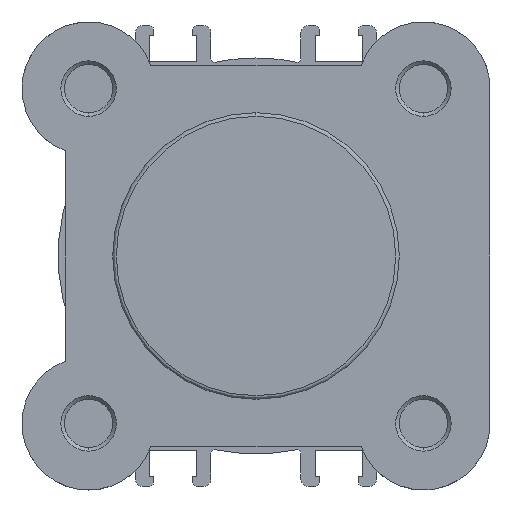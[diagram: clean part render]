
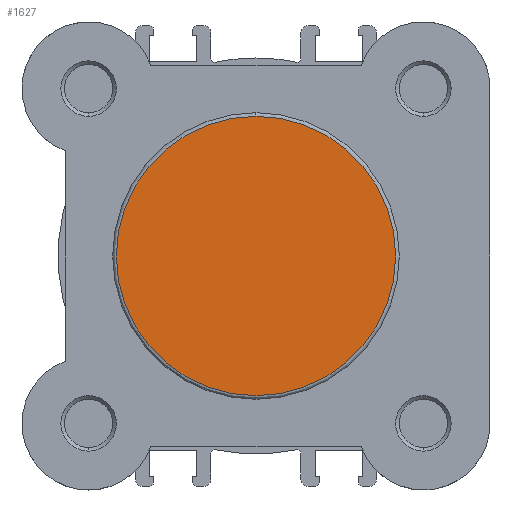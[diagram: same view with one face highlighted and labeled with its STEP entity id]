
A CAD part, left-side view. The second image highlights one B-rep face of the part: STEP entity #1627.
In plain terms, the highlighted planar face has unit normal (-1, 0, 0).
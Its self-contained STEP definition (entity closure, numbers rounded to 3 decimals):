
#632 = EDGE_LOOP ( 'NONE', ( #1411, #1412 ) ) ;
#1411 = ORIENTED_EDGE ( 'NONE', *, *, #3267, .T. ) ;
#1412 = ORIENTED_EDGE ( 'NONE', *, *, #3207, .T. ) ;
#1627 = ADVANCED_FACE ( 'NONE', ( #1989 ), #4301, .F. ) ;
#1989 = FACE_OUTER_BOUND ( 'NONE', #632, .T. ) ;
#2171 = AXIS2_PLACEMENT_3D ( 'NONE', #6902, #6903, #6904 ) ;
#2206 = AXIS2_PLACEMENT_3D ( 'NONE', #7050, #7057, #7058 ) ;
#2726 = CARTESIAN_POINT ( 'NONE',  ( 0., 0., 19.4 ) ) ;
#2727 = CARTESIAN_POINT ( 'NONE',  ( 0., 0., -19.4 ) ) ;
#3207 = EDGE_CURVE ( 'NONE', #4005, #4006, #5809, .T. ) ;
#3267 = EDGE_CURVE ( 'NONE', #4006, #4005, #5893, .T. ) ;
#3551 = AXIS2_PLACEMENT_3D ( 'NONE', #4300, #4302, #4303 ) ;
#4005 = VERTEX_POINT ( 'NONE', #2726 ) ;
#4006 = VERTEX_POINT ( 'NONE', #2727 ) ;
#4300 = CARTESIAN_POINT ( 'NONE',  ( 0., 19.9, 0. ) ) ;
#4301 = PLANE ( 'NONE',  #3551 ) ;
#4302 = DIRECTION ( 'NONE',  ( 1., 0., 0. ) ) ;
#4303 = DIRECTION ( 'NONE',  ( 0., 0., -1. ) ) ;
#5809 = CIRCLE ( 'NONE', #2171, 19.4 ) ;
#5893 = CIRCLE ( 'NONE', #2206, 19.4 ) ;
#6902 = CARTESIAN_POINT ( 'NONE',  ( 0., 0., 0. ) ) ;
#6903 = DIRECTION ( 'NONE',  ( -1., 0., 0. ) ) ;
#6904 = DIRECTION ( 'NONE',  ( 0., 0., -1. ) ) ;
#7050 = CARTESIAN_POINT ( 'NONE',  ( 0., 0., 0. ) ) ;
#7057 = DIRECTION ( 'NONE',  ( -1., 0., 0. ) ) ;
#7058 = DIRECTION ( 'NONE',  ( 0., 0., -1. ) ) ;
